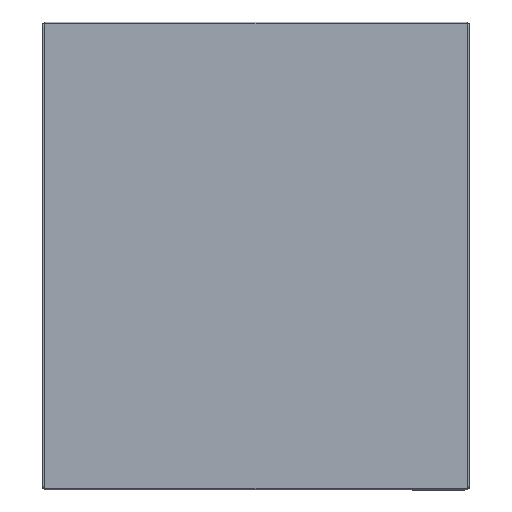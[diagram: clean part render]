
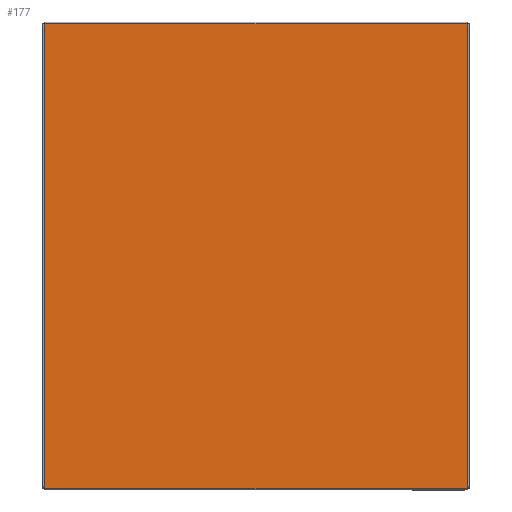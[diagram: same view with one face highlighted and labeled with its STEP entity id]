
A CAD part, top view. The second image highlights one B-rep face of the part: STEP entity #177.
In plain terms, the highlighted planar face has unit normal (0, 0, 1).
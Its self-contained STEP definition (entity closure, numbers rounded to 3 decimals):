
#34 = VERTEX_POINT ( 'NONE', #519 ) ;
#43 = DIRECTION ( 'NONE',  ( 1., 0., 0. ) ) ;
#87 = VECTOR ( 'NONE', #43, 1000. ) ;
#91 = EDGE_CURVE ( 'NONE', #1174, #34, #1021, .T. ) ;
#102 = EDGE_CURVE ( 'NONE', #1174, #899, #338, .T. ) ;
#143 = ORIENTED_EDGE ( 'NONE', *, *, #863, .F. ) ;
#150 = DIRECTION ( 'NONE',  ( 0., 1., 0. ) ) ;
#177 = ADVANCED_FACE ( 'NONE', ( #904 ), #1086, .T. ) ;
#183 = DIRECTION ( 'NONE',  ( 1., 0., 0. ) ) ;
#211 = CARTESIAN_POINT ( 'NONE',  ( 350., 384.5, 0. ) ) ;
#317 = ORIENTED_EDGE ( 'NONE', *, *, #102, .T. ) ;
#323 = DIRECTION ( 'NONE',  ( 0., 0., 1. ) ) ;
#338 = LINE ( 'NONE', #1619, #1506 ) ;
#440 = CARTESIAN_POINT ( 'NONE',  ( 0., 0., 0. ) ) ;
#454 = DIRECTION ( 'NONE',  ( -1., 0., 0. ) ) ;
#519 = CARTESIAN_POINT ( 'NONE',  ( 350., -384.5, 0. ) ) ;
#524 = ORIENTED_EDGE ( 'NONE', *, *, #1462, .T. ) ;
#552 = CARTESIAN_POINT ( 'NONE',  ( 350., 384.5, 0. ) ) ;
#573 = VECTOR ( 'NONE', #150, 1000. ) ;
#624 = AXIS2_PLACEMENT_3D ( 'NONE', #440, #323, #183 ) ;
#792 = CARTESIAN_POINT ( 'NONE',  ( -350., -384.5, 0. ) ) ;
#811 = DIRECTION ( 'NONE',  ( 0., -1., 0. ) ) ;
#812 = CARTESIAN_POINT ( 'NONE',  ( -353., -384.5, 0. ) ) ;
#863 = EDGE_CURVE ( 'NONE', #1368, #899, #957, .T. ) ;
#899 = VERTEX_POINT ( 'NONE', #1203 ) ;
#900 = CARTESIAN_POINT ( 'NONE',  ( -350., -384.5, 0. ) ) ;
#904 = FACE_OUTER_BOUND ( 'NONE', #1622, .T. ) ;
#957 = LINE ( 'NONE', #792, #573 ) ;
#1021 = LINE ( 'NONE', #552, #1631 ) ;
#1086 = PLANE ( 'NONE',  #624 ) ;
#1123 = LINE ( 'NONE', #812, #87 ) ;
#1174 = VERTEX_POINT ( 'NONE', #211 ) ;
#1203 = CARTESIAN_POINT ( 'NONE',  ( -350., 384.5, 0. ) ) ;
#1368 = VERTEX_POINT ( 'NONE', #900 ) ;
#1462 = EDGE_CURVE ( 'NONE', #1368, #34, #1123, .T. ) ;
#1479 = ORIENTED_EDGE ( 'NONE', *, *, #91, .F. ) ;
#1506 = VECTOR ( 'NONE', #454, 1000. ) ;
#1619 = CARTESIAN_POINT ( 'NONE',  ( -353., 384.5, 0. ) ) ;
#1622 = EDGE_LOOP ( 'NONE', ( #317, #143, #524, #1479 ) ) ;
#1631 = VECTOR ( 'NONE', #811, 1000. ) ;
